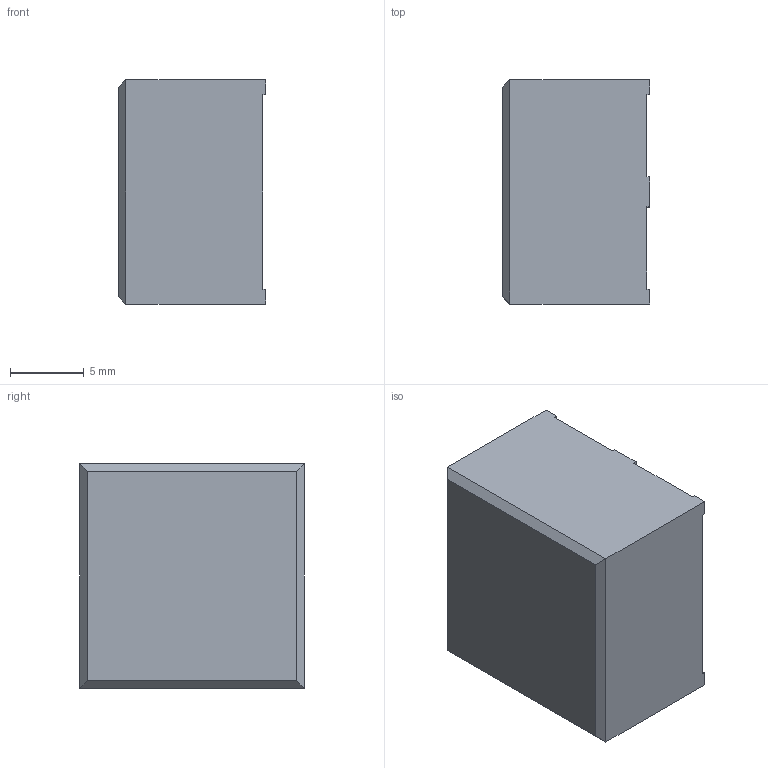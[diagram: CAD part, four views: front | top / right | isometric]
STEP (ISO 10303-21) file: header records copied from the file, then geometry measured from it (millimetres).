
FILE_DESCRIPTION(/* description */ (''),/* implementation_level */ '2;1');
FILE_NAME(/* name */ '_UB22SK035C-5Dni_body.ipt.step',/* time_stamp */ '2015-01-02T19:22:57-08:00',/* author */ ('Philip'),/* organization */ (''),/* preprocessor_version */ 'ST-DEVELOPER v15.6',/* originating_system */ 'Autodesk Inventor 2015',/* authorisation */ '');
FILE_SCHEMA (('AUTOMOTIVE_DESIGN { 1 0 10303 214 3 1 1 }'));
Length unit declared in the file: inch
Products named in the file (1): _UB22SK035C-5Dni_body
Bounding box: 10.01 x 15.24 x 15.24 mm (x, y, z)
Volume: 2155.2 mm3; surface area: 1074.9 mm2
Topology: 1 solids, 1 shells, 42 faces, 116 edges, 76 vertices
Faces by surface type: plane 42
Entity records: 1341 total; most frequent: CARTESIAN_POINT 235, ORIENTED_EDGE 232, DIRECTION 202, LINE 116, VECTOR 116, EDGE_CURVE 116, VERTEX_POINT 76, AXIS2_PLACEMENT_3D 43
